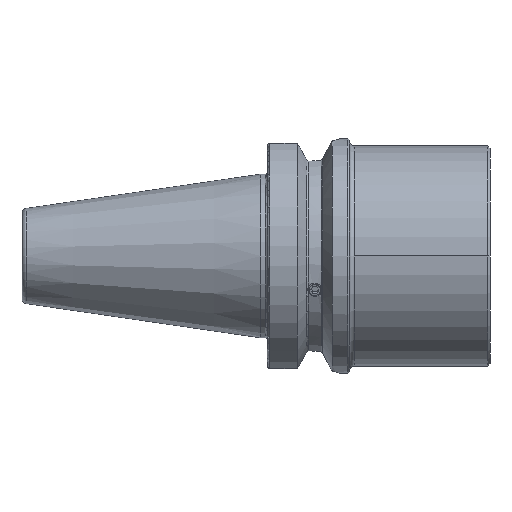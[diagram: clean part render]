
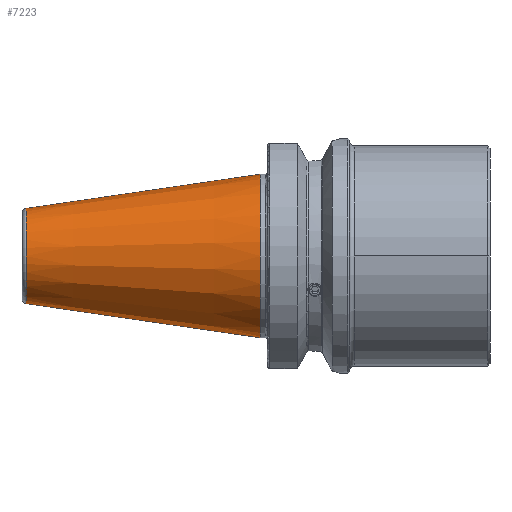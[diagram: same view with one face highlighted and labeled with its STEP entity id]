
A CAD part, front view. The second image highlights one B-rep face of the part: STEP entity #7223.
In plain terms, the highlighted conical face has half-angle 8.297 degrees and reference radius 34.925 mm.
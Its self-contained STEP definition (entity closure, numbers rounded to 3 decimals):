
#113 = CARTESIAN_POINT ( 'NONE',  ( 0., 0., 0. ) ) ;
#204 = VERTEX_POINT ( 'NONE', #1614 ) ;
#273 = CARTESIAN_POINT ( 'NONE',  ( -100.089, 0., 0. ) ) ;
#301 = FACE_OUTER_BOUND ( 'NONE', #4989, .T. ) ;
#362 = VERTEX_POINT ( 'NONE', #4488 ) ;
#858 = DIRECTION ( 'NONE',  ( 0., 0., 1. ) ) ;
#956 = AXIS2_PLACEMENT_3D ( 'NONE', #113, #6948, #4161 ) ;
#1100 = CARTESIAN_POINT ( 'NONE',  ( 0., 0., 34.925 ) ) ;
#1329 = LINE ( 'NONE', #6106, #4213 ) ;
#1614 = CARTESIAN_POINT ( 'NONE',  ( -100.089, 0., 20.329 ) ) ;
#1646 = CONICAL_SURFACE ( 'NONE', #956, 34.925, 0.145 ) ;
#1997 = ORIENTED_EDGE ( 'NONE', *, *, #3832, .F. ) ;
#2113 = DIRECTION ( 'NONE',  ( 0.99, 0., -0.144 ) ) ;
#2246 = CARTESIAN_POINT ( 'NONE',  ( 0., 0., 0. ) ) ;
#2297 = VERTEX_POINT ( 'NONE', #6987 ) ;
#2750 = VECTOR ( 'NONE', #3399, 1000. ) ;
#2836 = DIRECTION ( 'NONE',  ( 0., 0., 1. ) ) ;
#3284 = ORIENTED_EDGE ( 'NONE', *, *, #5759, .T. ) ;
#3399 = DIRECTION ( 'NONE',  ( 0.99, 0., 0.144 ) ) ;
#3585 = CIRCLE ( 'NONE', #6857, 34.925 ) ;
#3684 = ORIENTED_EDGE ( 'NONE', *, *, #5200, .T. ) ;
#3832 = EDGE_CURVE ( 'NONE', #362, #204, #4310, .T. ) ;
#4161 = DIRECTION ( 'NONE',  ( 0., 0., -1. ) ) ;
#4213 = VECTOR ( 'NONE', #2113, 1000. ) ;
#4293 = DIRECTION ( 'NONE',  ( -1., 0., 0. ) ) ;
#4310 = CIRCLE ( 'NONE', #6477, 20.329 ) ;
#4488 = CARTESIAN_POINT ( 'NONE',  ( -100.089, 0., -20.329 ) ) ;
#4989 = EDGE_LOOP ( 'NONE', ( #7139, #1997, #3284, #3684 ) ) ;
#5200 = EDGE_CURVE ( 'NONE', #2297, #6288, #3585, .T. ) ;
#5759 = EDGE_CURVE ( 'NONE', #362, #2297, #1329, .T. ) ;
#6106 = CARTESIAN_POINT ( 'NONE',  ( 0., 0., -34.925 ) ) ;
#6243 = DIRECTION ( 'NONE',  ( -1., 0., 0. ) ) ;
#6288 = VERTEX_POINT ( 'NONE', #7219 ) ;
#6477 = AXIS2_PLACEMENT_3D ( 'NONE', #273, #4293, #858 ) ;
#6525 = EDGE_CURVE ( 'NONE', #204, #6288, #7076, .T. ) ;
#6857 = AXIS2_PLACEMENT_3D ( 'NONE', #2246, #6243, #2836 ) ;
#6948 = DIRECTION ( 'NONE',  ( 1., 0., 0. ) ) ;
#6987 = CARTESIAN_POINT ( 'NONE',  ( 0., 0., -34.925 ) ) ;
#7076 = LINE ( 'NONE', #1100, #2750 ) ;
#7139 = ORIENTED_EDGE ( 'NONE', *, *, #6525, .F. ) ;
#7219 = CARTESIAN_POINT ( 'NONE',  ( 0., 0., 34.925 ) ) ;
#7223 = ADVANCED_FACE ( 'NONE', ( #301 ), #1646, .T. ) ;
